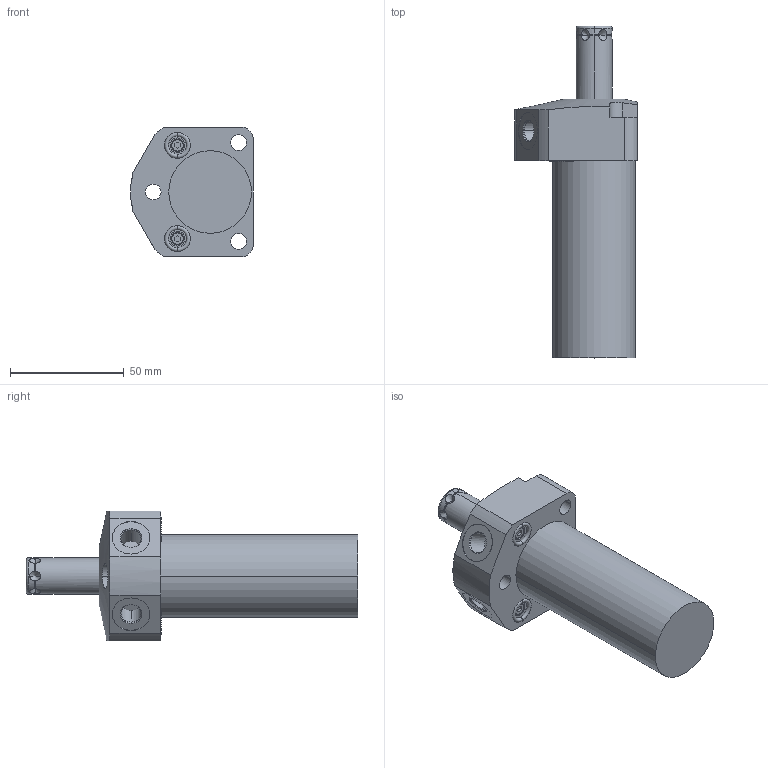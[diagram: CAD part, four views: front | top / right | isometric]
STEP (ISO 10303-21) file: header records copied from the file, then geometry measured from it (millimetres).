
FILE_DESCRIPTION((''),'2;1');
FILE_NAME('ILCM41460523','2013-04-01T',('jdw'),(''),'PRO/ENGINEER BY PARAMETRIC TECHNOLOGY CORPORATION, 2007460','PRO/ENGINEER BY PARAMETRIC TECHNOLOGY CORPORATION, 2007460','');
FILE_SCHEMA(('AUTOMOTIVE_DESIGN_CC2 { 1 2 10303 214 -1 1 5 2 }'));
Length unit declared in the file: millimetre
Products named in the file (1): ILCM41460523
Bounding box: 53.92 x 145.63 x 57 mm (x, y, z)
Volume: 158808.1 mm3; surface area: 25152.7 mm2
Topology: 1 solids, 4 shells, 148 faces, 377 edges, 239 vertices
Faces by surface type: plane 59, cylinder 55, cone 28, torus 6
Entity records: 6038 total; most frequent: CARTESIAN_POINT 1159, DIRECTION 738, ORIENTED_EDGE 722, PRESENTATION_STYLE_ASSIGNMENT 376, STYLED_ITEM 365, CURVE_STYLE 363, EDGE_CURVE 363, AXIS2_PLACEMENT_3D 300
